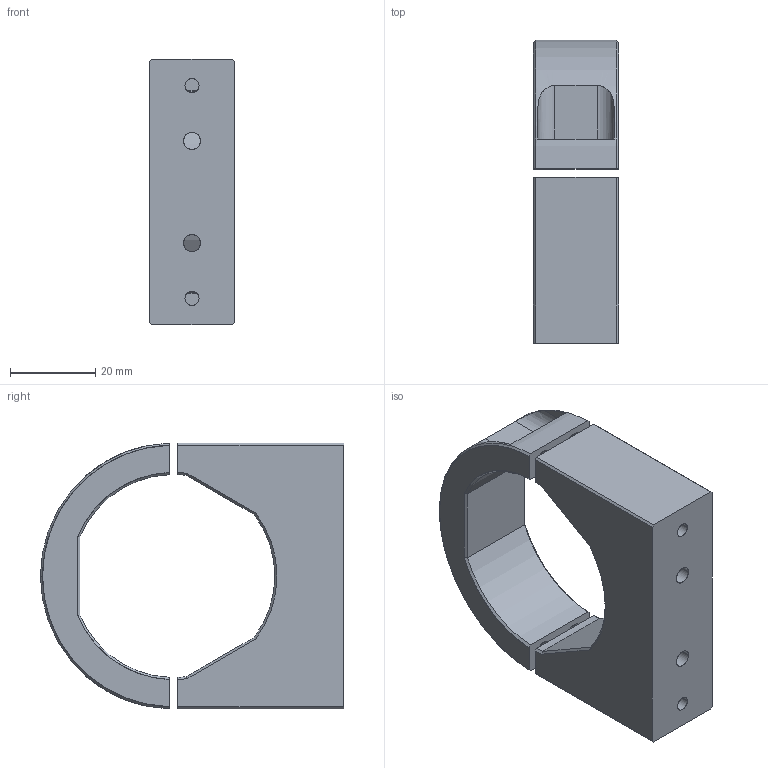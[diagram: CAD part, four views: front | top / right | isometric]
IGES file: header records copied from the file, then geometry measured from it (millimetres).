
Start section: SolidWorks IGES file using analytic representation for surfaces
Global section: file name: CMHO24.IGS; native system: SolidWorks 2012; preprocessor: SolidWorks 2012; author: michela; date: 130413.093216; units: millimetre
Bounding box: 20 x 71.26 x 62.53 mm (x, y, z)
Surface area: 13419.4 mm2 (no closed solid volume)
Topology: 0 solids, 0 shells, 72 faces, 963 edges, 963 vertices
Faces by surface type: revolution 40, bspline 32
